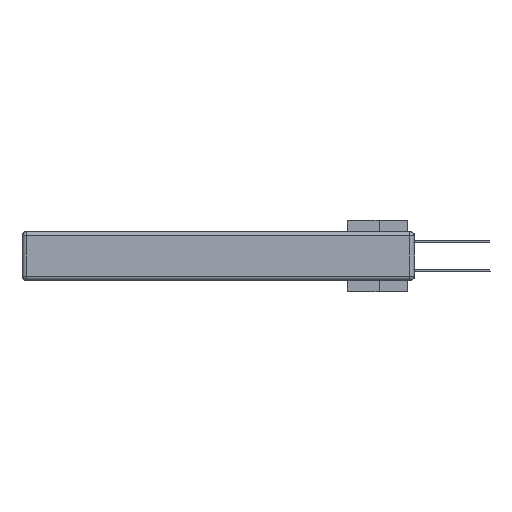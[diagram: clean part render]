
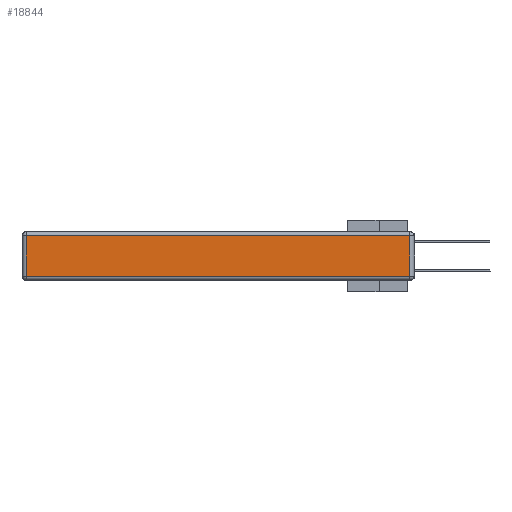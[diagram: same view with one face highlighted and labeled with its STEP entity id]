
A CAD part, left-side view. The second image highlights one B-rep face of the part: STEP entity #18844.
In plain terms, the highlighted planar face has unit normal (-1, 0, 0).
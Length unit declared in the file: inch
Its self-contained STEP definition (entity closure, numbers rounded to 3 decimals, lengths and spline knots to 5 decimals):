
#185 = CARTESIAN_POINT ( 'NONE',  ( 0., 0., -0.343 ) ) ;
#958 = VERTEX_POINT ( 'NONE', #11774 ) ;
#1388 = CARTESIAN_POINT ( 'NONE',  ( 0., 0.03, -0.313 ) ) ;
#2756 = ORIENTED_EDGE ( 'NONE', *, *, #15918, .T. ) ;
#4760 = CARTESIAN_POINT ( 'NONE',  ( 0., 0.03, -0.343 ) ) ;
#4771 = AXIS2_PLACEMENT_3D ( 'NONE', #185, #11945, #21223 ) ;
#5236 = CARTESIAN_POINT ( 'NONE',  ( 0., 2.75, -0.03 ) ) ;
#5536 = VECTOR ( 'NONE', #8442, 39.37008 ) ;
#8442 = DIRECTION ( 'NONE',  ( 0., -1., 0. ) ) ;
#9747 = VERTEX_POINT ( 'NONE', #17730 ) ;
#10493 = VECTOR ( 'NONE', #13741, 39.37008 ) ;
#11672 = ORIENTED_EDGE ( 'NONE', *, *, #18348, .T. ) ;
#11774 = CARTESIAN_POINT ( 'NONE',  ( 0., 2.72, -0.03 ) ) ;
#11798 = FACE_OUTER_BOUND ( 'NONE', #23895, .T. ) ;
#11945 = DIRECTION ( 'NONE',  ( -1., 0., 0. ) ) ;
#13741 = DIRECTION ( 'NONE',  ( 0., 0., -1. ) ) ;
#14022 = VECTOR ( 'NONE', #28272, 39.37008 ) ;
#14568 = CARTESIAN_POINT ( 'NONE',  ( 0., 2.72, -0.313 ) ) ;
#15030 = VERTEX_POINT ( 'NONE', #1388 ) ;
#15918 = EDGE_CURVE ( 'NONE', #958, #28795, #24995, .T. ) ;
#16499 = DIRECTION ( 'NONE',  ( 0., 0., 1. ) ) ;
#17730 = CARTESIAN_POINT ( 'NONE',  ( 0., 0.03, -0.03 ) ) ;
#18348 = EDGE_CURVE ( 'NONE', #9747, #958, #23695, .T. ) ;
#18844 = ADVANCED_FACE ( 'NONE', ( #11798 ), #21077, .T. ) ;
#20031 = LINE ( 'NONE', #29332, #5536 ) ;
#21056 = VECTOR ( 'NONE', #16499, 39.37008 ) ;
#21077 = PLANE ( 'NONE',  #4771 ) ;
#21223 = DIRECTION ( 'NONE',  ( 0., 0., 1. ) ) ;
#21521 = LINE ( 'NONE', #4760, #21056 ) ;
#21806 = ORIENTED_EDGE ( 'NONE', *, *, #28885, .T. ) ;
#23056 = ORIENTED_EDGE ( 'NONE', *, *, #27485, .T. ) ;
#23157 = CARTESIAN_POINT ( 'NONE',  ( 0., 2.72, -0.343 ) ) ;
#23695 = LINE ( 'NONE', #5236, #14022 ) ;
#23895 = EDGE_LOOP ( 'NONE', ( #21806, #23056, #11672, #2756 ) ) ;
#24995 = LINE ( 'NONE', #23157, #10493 ) ;
#27485 = EDGE_CURVE ( 'NONE', #15030, #9747, #21521, .T. ) ;
#28272 = DIRECTION ( 'NONE',  ( 0., 1., 0. ) ) ;
#28795 = VERTEX_POINT ( 'NONE', #14568 ) ;
#28885 = EDGE_CURVE ( 'NONE', #28795, #15030, #20031, .T. ) ;
#29332 = CARTESIAN_POINT ( 'NONE',  ( 0., 0., -0.313 ) ) ;
